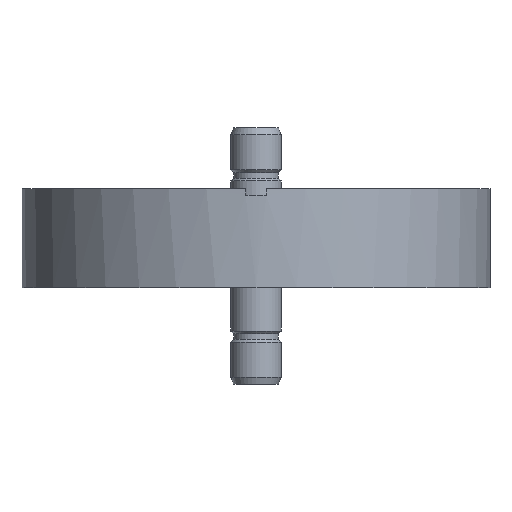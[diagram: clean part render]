
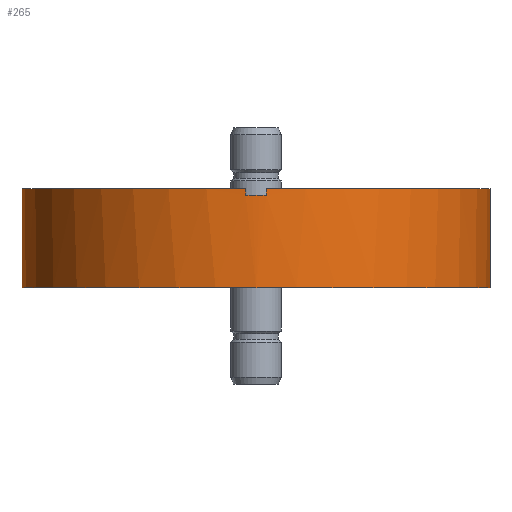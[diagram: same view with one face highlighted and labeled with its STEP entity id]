
A CAD part, front view. The second image highlights one B-rep face of the part: STEP entity #265.
In plain terms, the highlighted cylindrical face has radius 17 mm (diameter 34 mm), a partial arc.
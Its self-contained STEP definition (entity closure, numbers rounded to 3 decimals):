
#265=ADVANCED_FACE('',(#568),#569,.T.);
#568=FACE_OUTER_BOUND('',#936,.T.);
#569=CYLINDRICAL_SURFACE('',#937,17.0);
#936=EDGE_LOOP('',(#1519,#1520,#1521,#1522,#1523,#1524,#1525,#1526));
#937=AXIS2_PLACEMENT_3D('',#1527,#1528,#1529);
#1519=ORIENTED_EDGE('',*,*,#2190,.F.);
#1520=ORIENTED_EDGE('',*,*,#2016,.T.);
#1521=ORIENTED_EDGE('',*,*,#2191,.T.);
#1522=ORIENTED_EDGE('',*,*,#2192,.T.);
#1523=ORIENTED_EDGE('',*,*,#2121,.T.);
#1524=ORIENTED_EDGE('',*,*,#2193,.T.);
#1525=ORIENTED_EDGE('',*,*,#2194,.F.);
#1526=ORIENTED_EDGE('',*,*,#2154,.T.);
#1527=CARTESIAN_POINT('',(66.975,80.924,3.5));
#1528=DIRECTION('',(-0.0,0.,1.0));
#1529=DIRECTION('',(1.0,0.0,0.0));
#2016=EDGE_CURVE('',#2375,#2373,#2376,.T.);
#2121=EDGE_CURVE('',#2543,#2541,#2544,.T.);
#2154=EDGE_CURVE('',#2589,#2588,#2591,.T.);
#2190=EDGE_CURVE('',#2375,#2588,#2642,.T.);
#2191=EDGE_CURVE('',#2373,#2643,#2644,.T.);
#2192=EDGE_CURVE('',#2643,#2543,#2645,.T.);
#2193=EDGE_CURVE('',#2541,#2646,#2647,.T.);
#2194=EDGE_CURVE('',#2589,#2646,#2648,.T.);
#2373=VERTEX_POINT('',#2850);
#2375=VERTEX_POINT('',#2853);
#2376=CIRCLE('',#2854,17.0);
#2541=VERTEX_POINT('',#3056);
#2543=VERTEX_POINT('',#3059);
#2544=LINE('',#3060,#3061);
#2588=VERTEX_POINT('',#3112);
#2589=VERTEX_POINT('',#3113);
#2591=CIRCLE('',#3115,17.0);
#2642=LINE('',#3176,#3177);
#2643=VERTEX_POINT('',#3178);
#2644=LINE('',#3179,#3180);
#2645=CIRCLE('',#3181,17.0);
#2646=VERTEX_POINT('',#3182);
#2647=CIRCLE('',#3183,17.0);
#2648=LINE('',#3184,#3185);
#2850=CARTESIAN_POINT('',(67.725,63.941,3.5));
#2853=CARTESIAN_POINT('',(83.975,80.924,3.5));
#2854=AXIS2_PLACEMENT_3D('',#3413,#3414,#3415);
#3056=CARTESIAN_POINT('',(66.225,63.941,3.5));
#3059=CARTESIAN_POINT('',(66.225,63.941,3.));
#3060=CARTESIAN_POINT('',(66.225,63.941,3.25));
#3061=VECTOR('',#3580,1.0);
#3112=CARTESIAN_POINT('',(83.975,80.924,-3.7));
#3113=CARTESIAN_POINT('',(49.975,80.924,-3.7));
#3115=AXIS2_PLACEMENT_3D('',#3645,#3646,#3647);
#3176=CARTESIAN_POINT('',(83.975,80.924,3.5));
#3177=VECTOR('',#3697,1.0);
#3178=CARTESIAN_POINT('',(67.725,63.941,3.));
#3179=CARTESIAN_POINT('',(67.725,63.941,3.25));
#3180=VECTOR('',#3698,1.0);
#3181=AXIS2_PLACEMENT_3D('',#3699,#3700,#3701);
#3182=CARTESIAN_POINT('',(49.975,80.924,3.5));
#3183=AXIS2_PLACEMENT_3D('',#3702,#3703,#3704);
#3184=CARTESIAN_POINT('',(49.975,80.924,3.5));
#3185=VECTOR('',#3705,1.0);
#3413=CARTESIAN_POINT('',(66.975,80.924,3.5));
#3414=DIRECTION('',(0.0,0.,-1.0));
#3415=DIRECTION('',(1.0,0.0,0.0));
#3580=DIRECTION('',(-0.0,0.,1.0));
#3645=CARTESIAN_POINT('',(66.975,80.924,-3.7));
#3646=DIRECTION('',(0.0,0.,1.0));
#3647=DIRECTION('',(1.0,0.0,0.0));
#3697=DIRECTION('',(0.0,0.,-1.0));
#3698=DIRECTION('',(0.0,0.,-1.0));
#3699=CARTESIAN_POINT('',(66.975,80.924,3.));
#3700=DIRECTION('',(0.0,0.,-1.0));
#3701=DIRECTION('',(1.0,0.0,0.0));
#3702=CARTESIAN_POINT('',(66.975,80.924,3.5));
#3703=DIRECTION('',(0.0,0.,-1.0));
#3704=DIRECTION('',(1.0,0.0,0.0));
#3705=DIRECTION('',(-0.0,0.,1.0));
